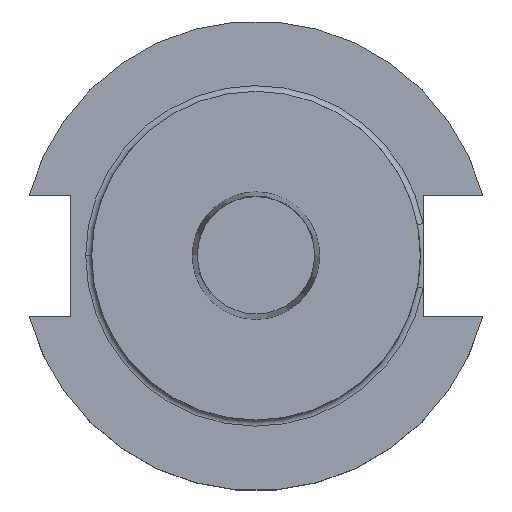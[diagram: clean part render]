
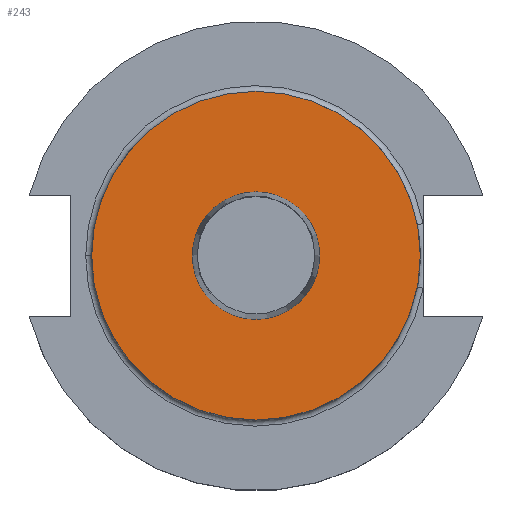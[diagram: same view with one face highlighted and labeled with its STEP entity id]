
A CAD part, top view. The second image highlights one B-rep face of the part: STEP entity #243.
In plain terms, the highlighted planar face has unit normal (0, 0, 1).
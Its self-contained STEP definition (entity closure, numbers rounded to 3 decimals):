
#15 = ORIENTED_EDGE ( 'NONE', *, *, #309, .T. ) ;
#49 = DIRECTION ( 'NONE',  ( 0., 0., -1. ) ) ;
#83 = DIRECTION ( 'NONE',  ( 0., 0., 1. ) ) ;
#110 = VERTEX_POINT ( 'NONE', #1328 ) ;
#136 = CIRCLE ( 'NONE', #612, 22.225 ) ;
#151 = CARTESIAN_POINT ( 'NONE',  ( 8.15, 0., 35.878 ) ) ;
#243 = ADVANCED_FACE ( 'NONE', ( #962, #839 ), #703, .F. ) ;
#284 = DIRECTION ( 'NONE',  ( 1., 0., 0. ) ) ;
#288 = EDGE_LOOP ( 'NONE', ( #673, #1363 ) ) ;
#304 = DIRECTION ( 'NONE',  ( 0., 0., 1. ) ) ;
#305 = DIRECTION ( 'NONE',  ( 0., 0., 1. ) ) ;
#309 = EDGE_CURVE ( 'NONE', #110, #1017, #1321, .T. ) ;
#402 = VERTEX_POINT ( 'NONE', #151 ) ;
#480 = CARTESIAN_POINT ( 'NONE',  ( -8.15, 0., 35.878 ) ) ;
#512 = EDGE_CURVE ( 'NONE', #1514, #402, #620, .T. ) ;
#612 = AXIS2_PLACEMENT_3D ( 'NONE', #1203, #305, #1454 ) ;
#620 = CIRCLE ( 'NONE', #865, 8.15 ) ;
#673 = ORIENTED_EDGE ( 'NONE', *, *, #1635, .F. ) ;
#681 = ORIENTED_EDGE ( 'NONE', *, *, #1176, .T. ) ;
#703 = PLANE ( 'NONE',  #798 ) ;
#798 = AXIS2_PLACEMENT_3D ( 'NONE', #998, #49, #1366 ) ;
#839 = FACE_OUTER_BOUND ( 'NONE', #1379, .T. ) ;
#865 = AXIS2_PLACEMENT_3D ( 'NONE', #1197, #939, #1580 ) ;
#913 = AXIS2_PLACEMENT_3D ( 'NONE', #1611, #83, #1007 ) ;
#939 = DIRECTION ( 'NONE',  ( 0., 0., 1. ) ) ;
#962 = FACE_BOUND ( 'NONE', #288, .T. ) ;
#998 = CARTESIAN_POINT ( 'NONE',  ( 0., 22.225, 35.878 ) ) ;
#1007 = DIRECTION ( 'NONE',  ( 1., 0., 0. ) ) ;
#1017 = VERTEX_POINT ( 'NONE', #1520 ) ;
#1176 = EDGE_CURVE ( 'NONE', #1017, #110, #136, .T. ) ;
#1197 = CARTESIAN_POINT ( 'NONE',  ( 0., 0., 35.878 ) ) ;
#1203 = CARTESIAN_POINT ( 'NONE',  ( 0., 0., 35.878 ) ) ;
#1308 = CARTESIAN_POINT ( 'NONE',  ( 0., 0., 35.878 ) ) ;
#1321 = CIRCLE ( 'NONE', #913, 22.225 ) ;
#1328 = CARTESIAN_POINT ( 'NONE',  ( -22.225, 0., 35.878 ) ) ;
#1348 = CIRCLE ( 'NONE', #1647, 8.15 ) ;
#1363 = ORIENTED_EDGE ( 'NONE', *, *, #512, .F. ) ;
#1366 = DIRECTION ( 'NONE',  ( -1., 0., 0. ) ) ;
#1379 = EDGE_LOOP ( 'NONE', ( #681, #15 ) ) ;
#1454 = DIRECTION ( 'NONE',  ( 1., 0., 0. ) ) ;
#1514 = VERTEX_POINT ( 'NONE', #480 ) ;
#1520 = CARTESIAN_POINT ( 'NONE',  ( 22.225, 0., 35.878 ) ) ;
#1580 = DIRECTION ( 'NONE',  ( 1., 0., 0. ) ) ;
#1611 = CARTESIAN_POINT ( 'NONE',  ( 0., 0., 35.878 ) ) ;
#1635 = EDGE_CURVE ( 'NONE', #402, #1514, #1348, .T. ) ;
#1647 = AXIS2_PLACEMENT_3D ( 'NONE', #1308, #304, #284 ) ;
